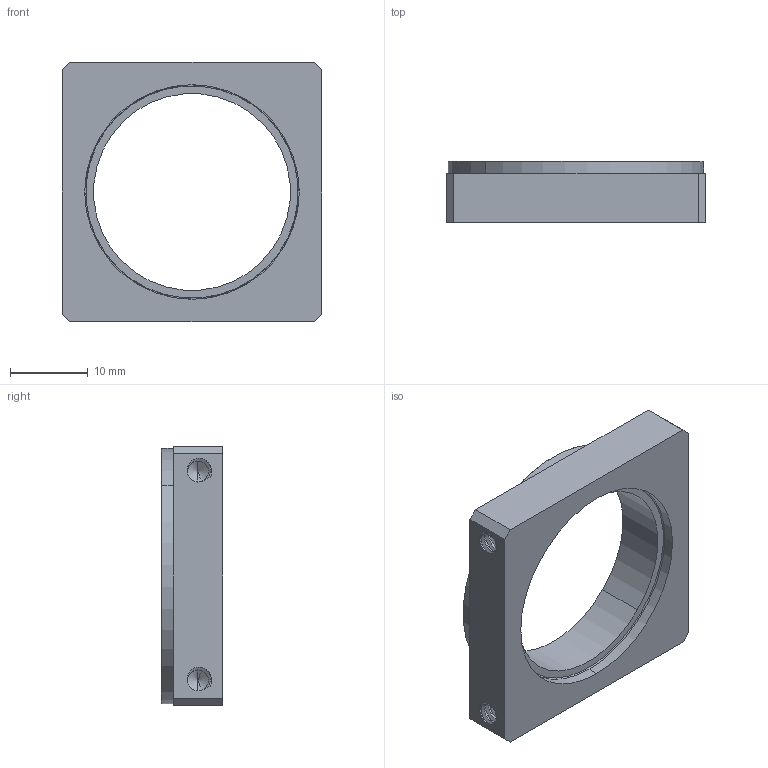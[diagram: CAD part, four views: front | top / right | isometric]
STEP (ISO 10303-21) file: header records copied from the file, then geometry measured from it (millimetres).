
FILE_DESCRIPTION (( 'STEP AP203' ), '1' );
FILE_NAME ('535178 assembly.STEP', '2016-12-20T21:57:15', ( '' ), ( '' ), 'SwSTEP 2.0', 'SolidWorks 2016', '' );
FILE_SCHEMA (( 'CONFIG_CONTROL_DESIGN' ));
Length unit declared in the file: inch
Products named in the file (3): 535178 assembly; 535178; 535051
Assembly tree (2 placements, depth 2):
  535178 assembly
    535178
    535051
Bounding box: 33.53 x 7.87 x 33.53 mm (x, y, z)
Volume: 3566.8 mm3; surface area: 5813.7 mm2
Topology: 2 solids, 2 shells, 214 faces, 764 edges, 492 vertices
Faces by surface type: cylinder 114, sphere 60, plane 18, cone 14, bspline 8
Entity records: 12847 total; most frequent: CARTESIAN_POINT 7595, ORIENTED_EDGE 1212, DIRECTION 830, EDGE_CURVE 606, VERTEX_POINT 402, AXIS2_PLACEMENT_3D 341, EDGE_LOOP 284, ADVANCED_FACE 214
